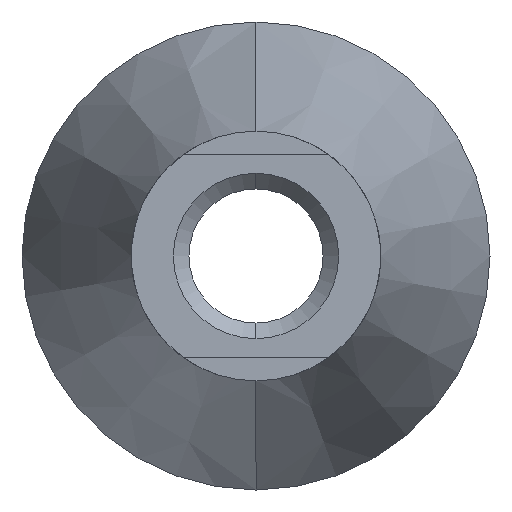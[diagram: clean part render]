
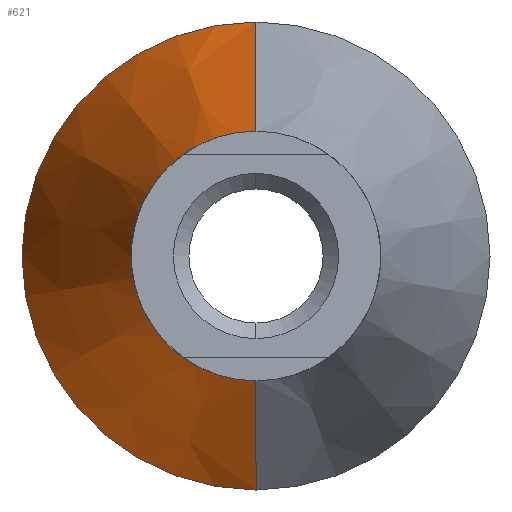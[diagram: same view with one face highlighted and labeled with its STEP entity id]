
A CAD part, left-side view. The second image highlights one B-rep face of the part: STEP entity #621.
In plain terms, the highlighted conical face has half-angle 18.759 degrees and reference radius 15 mm.
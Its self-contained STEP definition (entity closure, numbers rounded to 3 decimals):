
#2 = EDGE_CURVE ( 'NONE', #53, #353, #588, .T. ) ;
#4 = DIRECTION ( 'NONE',  ( 0., 0., 1. ) ) ;
#9 = AXIS2_PLACEMENT_3D ( 'NONE', #455, #602, #666 ) ;
#32 = FACE_OUTER_BOUND ( 'NONE', #606, .T. ) ;
#53 = VERTEX_POINT ( 'NONE', #329 ) ;
#67 = ORIENTED_EDGE ( 'NONE', *, *, #367, .F. ) ;
#77 = CARTESIAN_POINT ( 'NONE',  ( -45.757, 0., 0. ) ) ;
#117 = CIRCLE ( 'NONE', #590, 8. ) ;
#165 = DIRECTION ( 'NONE',  ( -1., 0., 0. ) ) ;
#191 = ORIENTED_EDGE ( 'NONE', *, *, #2, .T. ) ;
#199 = ORIENTED_EDGE ( 'NONE', *, *, #478, .F. ) ;
#200 = AXIS2_PLACEMENT_3D ( 'NONE', #77, #243, #285 ) ;
#205 = VERTEX_POINT ( 'NONE', #651 ) ;
#213 = CIRCLE ( 'NONE', #200, 15. ) ;
#228 = DIRECTION ( 'NONE',  ( 0.947, 0., 0.322 ) ) ;
#243 = DIRECTION ( 'NONE',  ( -1., 0., 0. ) ) ;
#256 = CARTESIAN_POINT ( 'NONE',  ( -45.757, 0., 15. ) ) ;
#258 = EDGE_CURVE ( 'NONE', #353, #424, #213, .T. ) ;
#285 = DIRECTION ( 'NONE',  ( 0., 0., 1. ) ) ;
#323 = CARTESIAN_POINT ( 'NONE',  ( -45.757, 0., 15. ) ) ;
#329 = CARTESIAN_POINT ( 'NONE',  ( -66.368, 0., 8. ) ) ;
#353 = VERTEX_POINT ( 'NONE', #256 ) ;
#367 = EDGE_CURVE ( 'NONE', #205, #424, #527, .T. ) ;
#373 = CARTESIAN_POINT ( 'NONE',  ( -66.368, 0., 0. ) ) ;
#407 = VECTOR ( 'NONE', #228, 1000. ) ;
#424 = VERTEX_POINT ( 'NONE', #563 ) ;
#455 = CARTESIAN_POINT ( 'NONE',  ( -45.757, 0., 0. ) ) ;
#470 = DIRECTION ( 'NONE',  ( 0.947, 0., -0.322 ) ) ;
#478 = EDGE_CURVE ( 'NONE', #53, #205, #117, .T. ) ;
#493 = CONICAL_SURFACE ( 'NONE', #9, 15., 0.327 ) ;
#527 = LINE ( 'NONE', #679, #656 ) ;
#563 = CARTESIAN_POINT ( 'NONE',  ( -45.757, 0., -15. ) ) ;
#588 = LINE ( 'NONE', #323, #407 ) ;
#590 = AXIS2_PLACEMENT_3D ( 'NONE', #373, #165, #4 ) ;
#602 = DIRECTION ( 'NONE',  ( 1., 0., 0. ) ) ;
#606 = EDGE_LOOP ( 'NONE', ( #199, #191, #620, #67 ) ) ;
#620 = ORIENTED_EDGE ( 'NONE', *, *, #258, .T. ) ;
#621 = ADVANCED_FACE ( 'NONE', ( #32 ), #493, .T. ) ;
#651 = CARTESIAN_POINT ( 'NONE',  ( -66.368, 0., -8. ) ) ;
#656 = VECTOR ( 'NONE', #470, 1000. ) ;
#666 = DIRECTION ( 'NONE',  ( 0., 0., -1. ) ) ;
#679 = CARTESIAN_POINT ( 'NONE',  ( -45.757, 0., -15. ) ) ;
